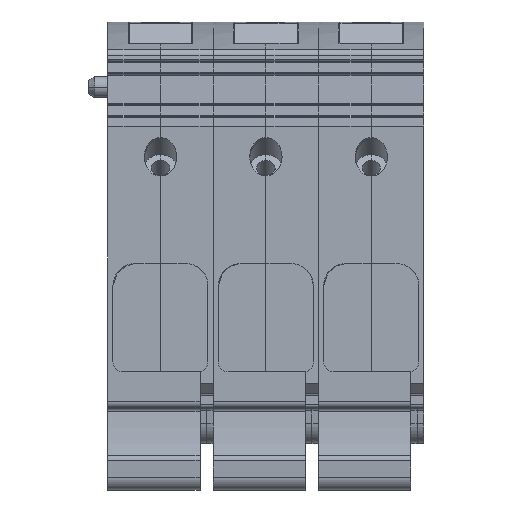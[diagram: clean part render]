
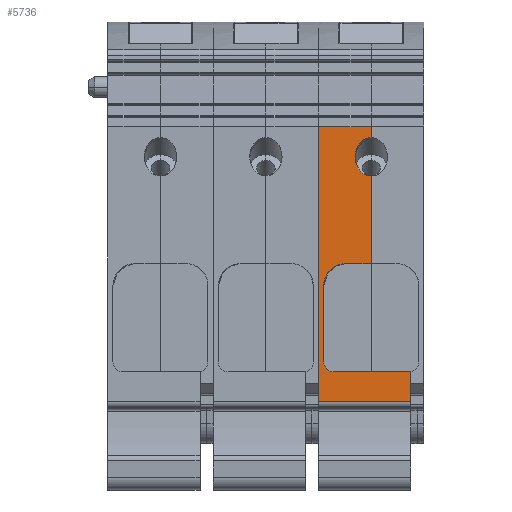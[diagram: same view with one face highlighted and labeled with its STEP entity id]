
A CAD part, front view. The second image highlights one B-rep face of the part: STEP entity #5736.
In plain terms, the highlighted planar face has unit normal (0, -1, 0).
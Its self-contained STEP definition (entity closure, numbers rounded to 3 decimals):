
#5623=AXIS2_PLACEMENT_3D('Plane Axis2P3D',#5620,#5621,#5622) ;
#5688=AXIS2_PLACEMENT_3D('Circle Axis2P3D',#5686,#5687,$) ;
#1271=CARTESIAN_POINT('Vertex',(43.,1.529,55.165)) ;
#1274=CARTESIAN_POINT('Line Origine',(43.,1.529,54.336)) ;
#1278=CARTESIAN_POINT('Vertex',(43.,1.529,53.506)) ;
#1334=CARTESIAN_POINT('Vertex',(43.,1.529,47.663)) ;
#1337=CARTESIAN_POINT('Line Origine',(43.,1.529,41.015)) ;
#1341=CARTESIAN_POINT('Vertex',(43.,1.529,34.368)) ;
#5601=CARTESIAN_POINT('Line Origine',(35.025,1.529,55.165)) ;
#5605=CARTESIAN_POINT('Vertex',(35.,1.529,55.165)) ;
#5620=CARTESIAN_POINT('Axis2P3D Location',(35.,1.529,13.45)) ;
#5626=CARTESIAN_POINT('Control Point',(43.,1.529,47.663)) ;
#5627=CARTESIAN_POINT('Control Point',(42.787,1.529,47.663)) ;
#5628=CARTESIAN_POINT('Control Point',(42.574,1.529,47.691)) ;
#5629=CARTESIAN_POINT('Control Point',(42.366,1.529,47.746)) ;
#5630=CARTESIAN_POINT('Control Point',(41.952,1.529,47.913)) ;
#5631=CARTESIAN_POINT('Control Point',(41.59,1.529,48.174)) ;
#5632=CARTESIAN_POINT('Control Point',(41.419,1.529,48.332)) ;
#5633=CARTESIAN_POINT('Control Point',(41.037,1.529,48.768)) ;
#5634=CARTESIAN_POINT('Control Point',(40.773,1.529,49.289)) ;
#5635=CARTESIAN_POINT('Control Point',(40.659,1.529,49.621)) ;
#5636=CARTESIAN_POINT('Control Point',(40.577,1.529,50.018)) ;
#5637=CARTESIAN_POINT('Control Point',(40.553,1.529,50.419)) ;
#5638=CARTESIAN_POINT('Control Point',(40.551,1.529,50.474)) ;
#5639=CARTESIAN_POINT('Control Point',(40.55,1.529,50.529)) ;
#5640=CARTESIAN_POINT('Control Point',(40.55,1.529,50.585)) ;
#5641=CARTESIAN_POINT('Vertex',(40.55,1.529,50.585)) ;
#5645=CARTESIAN_POINT('Control Point',(40.55,1.529,50.585)) ;
#5646=CARTESIAN_POINT('Control Point',(40.55,1.529,50.937)) ;
#5647=CARTESIAN_POINT('Control Point',(40.594,1.529,51.289)) ;
#5648=CARTESIAN_POINT('Control Point',(40.684,1.529,51.634)) ;
#5649=CARTESIAN_POINT('Control Point',(40.935,1.529,52.252)) ;
#5650=CARTESIAN_POINT('Control Point',(41.345,1.529,52.777)) ;
#5651=CARTESIAN_POINT('Control Point',(41.57,1.529,52.995)) ;
#5652=CARTESIAN_POINT('Control Point',(41.981,1.529,53.281)) ;
#5653=CARTESIAN_POINT('Control Point',(42.449,1.529,53.443)) ;
#5654=CARTESIAN_POINT('Control Point',(42.63,1.529,53.485)) ;
#5655=CARTESIAN_POINT('Control Point',(42.815,1.529,53.506)) ;
#5656=CARTESIAN_POINT('Control Point',(43.,1.529,53.506)) ;
#5658=CARTESIAN_POINT('Line Origine',(35.,1.529,34.308)) ;
#5662=CARTESIAN_POINT('Vertex',(35.,1.529,13.45)) ;
#5665=CARTESIAN_POINT('Line Origine',(42.,1.529,13.45)) ;
#5669=CARTESIAN_POINT('Vertex',(49.,1.529,13.45)) ;
#5672=CARTESIAN_POINT('Line Origine',(49.,1.529,15.7)) ;
#5676=CARTESIAN_POINT('Vertex',(49.,1.529,17.95)) ;
#5679=CARTESIAN_POINT('Line Origine',(43.144,1.529,17.95)) ;
#5683=CARTESIAN_POINT('Vertex',(37.288,1.529,17.95)) ;
#5686=CARTESIAN_POINT('Axis2P3D Location',(37.292,1.529,19.454)) ;
#5690=CARTESIAN_POINT('Vertex',(35.788,1.529,19.45)) ;
#5693=CARTESIAN_POINT('Line Origine',(35.788,1.529,25.24)) ;
#5697=CARTESIAN_POINT('Vertex',(35.788,1.529,31.03)) ;
#5701=CARTESIAN_POINT('Control Point',(39.085,1.529,34.368)) ;
#5702=CARTESIAN_POINT('Control Point',(38.771,1.529,34.366)) ;
#5703=CARTESIAN_POINT('Control Point',(38.458,1.529,34.325)) ;
#5704=CARTESIAN_POINT('Control Point',(38.152,1.529,34.246)) ;
#5705=CARTESIAN_POINT('Control Point',(37.563,1.529,34.015)) ;
#5706=CARTESIAN_POINT('Control Point',(37.042,1.529,33.655)) ;
#5707=CARTESIAN_POINT('Control Point',(36.804,1.529,33.445)) ;
#5708=CARTESIAN_POINT('Control Point',(36.314,1.529,32.901)) ;
#5709=CARTESIAN_POINT('Control Point',(35.982,1.529,32.246)) ;
#5710=CARTESIAN_POINT('Control Point',(35.853,1.529,31.851)) ;
#5711=CARTESIAN_POINT('Control Point',(35.788,1.529,31.44)) ;
#5712=CARTESIAN_POINT('Control Point',(35.788,1.529,31.03)) ;
#5713=CARTESIAN_POINT('Vertex',(39.085,1.529,34.368)) ;
#5716=CARTESIAN_POINT('Line Origine',(41.043,1.529,34.368)) ;
#1275=DIRECTION('Vector Direction',(0.,0.,-1.)) ;
#1338=DIRECTION('Vector Direction',(0.,0.,1.)) ;
#5602=DIRECTION('Vector Direction',(-1.,0.,0.)) ;
#5621=DIRECTION('Axis2P3D Direction',(0.,1.,0.)) ;
#5622=DIRECTION('Axis2P3D XDirection',(0.,0.,1.)) ;
#5659=DIRECTION('Vector Direction',(0.,0.,1.)) ;
#5666=DIRECTION('Vector Direction',(1.,0.,0.)) ;
#5673=DIRECTION('Vector Direction',(0.,0.,1.)) ;
#5680=DIRECTION('Vector Direction',(1.,0.,0.)) ;
#5687=DIRECTION('Axis2P3D Direction',(0.,1.,0.)) ;
#5694=DIRECTION('Vector Direction',(0.,0.,-1.)) ;
#5717=DIRECTION('Vector Direction',(-1.,0.,0.)) ;
#1276=VECTOR('Line Direction',#1275,1.) ;
#1339=VECTOR('Line Direction',#1338,1.) ;
#5603=VECTOR('Line Direction',#5602,1.) ;
#5660=VECTOR('Line Direction',#5659,1.) ;
#5667=VECTOR('Line Direction',#5666,1.) ;
#5674=VECTOR('Line Direction',#5673,1.) ;
#5681=VECTOR('Line Direction',#5680,1.) ;
#5695=VECTOR('Line Direction',#5694,1.) ;
#5718=VECTOR('Line Direction',#5717,1.) ;
#5722=ORIENTED_EDGE('',*,*,#1343,.T.) ;
#5723=ORIENTED_EDGE('',*,*,#5643,.T.) ;
#5724=ORIENTED_EDGE('',*,*,#5657,.T.) ;
#5725=ORIENTED_EDGE('',*,*,#1280,.F.) ;
#5726=ORIENTED_EDGE('',*,*,#5607,.F.) ;
#5727=ORIENTED_EDGE('',*,*,#5664,.F.) ;
#5728=ORIENTED_EDGE('',*,*,#5671,.T.) ;
#5729=ORIENTED_EDGE('',*,*,#5678,.F.) ;
#5730=ORIENTED_EDGE('',*,*,#5685,.T.) ;
#5731=ORIENTED_EDGE('',*,*,#5692,.T.) ;
#5732=ORIENTED_EDGE('',*,*,#5699,.T.) ;
#5733=ORIENTED_EDGE('',*,*,#5715,.T.) ;
#5734=ORIENTED_EDGE('',*,*,#5720,.T.) ;
#5736=ADVANCED_FACE('MLD L 1',(#5735),#5624,.F.) ;
#5625=B_SPLINE_CURVE_WITH_KNOTS('',5,(#5626,#5627,#5628,#5629,#5630,#5631,#5632,#5633,#5634,#5635,#5636,#5637,#5638,#5639,#5640),.UNSPECIFIED.,.F.,.U.,(6,3,3,3,6),(0.,1.508,3.139,5.596,5.986),.UNSPECIFIED.) ;
#5644=B_SPLINE_CURVE_WITH_KNOTS('',5,(#5645,#5646,#5647,#5648,#5649,#5650,#5651,#5652,#5653,#5654,#5655,#5656),.UNSPECIFIED.,.F.,.U.,(6,3,3,6),(0.,2.496,4.68,5.99),.UNSPECIFIED.) ;
#5700=B_SPLINE_CURVE_WITH_KNOTS('',5,(#5701,#5702,#5703,#5704,#5705,#5706,#5707,#5708,#5709,#5710,#5711,#5712),.UNSPECIFIED.,.F.,.U.,(6,3,3,6),(0.,2.296,4.596,7.62),.UNSPECIFIED.) ;
#5689=CIRCLE('generated circle',#5688,1.504) ;
#1280=EDGE_CURVE('',#1272,#1279,#1277,.T.) ;
#1343=EDGE_CURVE('',#1342,#1335,#1340,.T.) ;
#5607=EDGE_CURVE('',#5606,#1272,#5604,.F.) ;
#5643=EDGE_CURVE('',#1335,#5642,#5625,.T.) ;
#5657=EDGE_CURVE('',#5642,#1279,#5644,.T.) ;
#5664=EDGE_CURVE('',#5663,#5606,#5661,.T.) ;
#5671=EDGE_CURVE('',#5663,#5670,#5668,.T.) ;
#5678=EDGE_CURVE('',#5677,#5670,#5675,.F.) ;
#5685=EDGE_CURVE('',#5677,#5684,#5682,.F.) ;
#5692=EDGE_CURVE('',#5684,#5691,#5689,.T.) ;
#5699=EDGE_CURVE('',#5691,#5698,#5696,.F.) ;
#5715=EDGE_CURVE('',#5698,#5714,#5700,.F.) ;
#5720=EDGE_CURVE('',#5714,#1342,#5719,.F.) ;
#5721=EDGE_LOOP('',(#5722,#5723,#5724,#5725,#5726,#5727,#5728,#5729,#5730,#5731,#5732,#5733,#5734)) ;
#5735=FACE_OUTER_BOUND('',#5721,.T.) ;
#1277=LINE('Line',#1274,#1276) ;
#1340=LINE('Line',#1337,#1339) ;
#5604=LINE('Line',#5601,#5603) ;
#5661=LINE('Line',#5658,#5660) ;
#5668=LINE('Line',#5665,#5667) ;
#5675=LINE('Line',#5672,#5674) ;
#5682=LINE('Line',#5679,#5681) ;
#5696=LINE('Line',#5693,#5695) ;
#5719=LINE('Line',#5716,#5718) ;
#5624=PLANE('',#5623) ;
#1272=VERTEX_POINT('',#1271) ;
#1279=VERTEX_POINT('',#1278) ;
#1335=VERTEX_POINT('',#1334) ;
#1342=VERTEX_POINT('',#1341) ;
#5606=VERTEX_POINT('',#5605) ;
#5642=VERTEX_POINT('',#5641) ;
#5663=VERTEX_POINT('',#5662) ;
#5670=VERTEX_POINT('',#5669) ;
#5677=VERTEX_POINT('',#5676) ;
#5684=VERTEX_POINT('',#5683) ;
#5691=VERTEX_POINT('',#5690) ;
#5698=VERTEX_POINT('',#5697) ;
#5714=VERTEX_POINT('',#5713) ;
